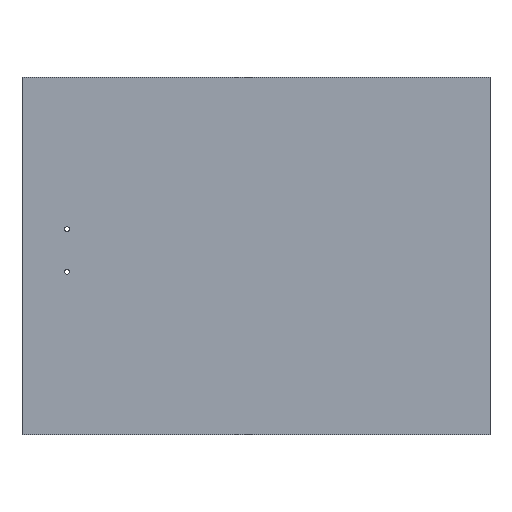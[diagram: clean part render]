
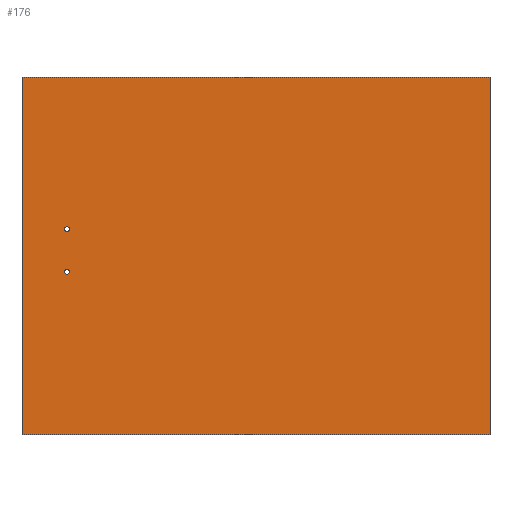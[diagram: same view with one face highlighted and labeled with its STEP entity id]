
A CAD part, top view. The second image highlights one B-rep face of the part: STEP entity #176.
In plain terms, the highlighted planar face has unit normal (0, 0, 1).
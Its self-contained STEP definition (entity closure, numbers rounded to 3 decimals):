
#42 = VERTEX_POINT('',#43);
#43 = CARTESIAN_POINT('',(184.5,-125.5,1.6));
#49 = EDGE_CURVE('',#42,#50,#52,.T.);
#50 = VERTEX_POINT('',#51);
#51 = CARTESIAN_POINT('',(121.,-125.5,1.6));
#52 = LINE('',#53,#54);
#53 = CARTESIAN_POINT('',(184.5,-125.5,1.6));
#54 = VECTOR('',#55,1.);
#55 = DIRECTION('',(-1.,0.,0.));
#82 = VERTEX_POINT('',#83);
#83 = CARTESIAN_POINT('',(184.5,-77.,1.6));
#89 = EDGE_CURVE('',#82,#42,#90,.T.);
#90 = LINE('',#91,#92);
#91 = CARTESIAN_POINT('',(184.5,-77.,1.6));
#92 = VECTOR('',#93,1.);
#93 = DIRECTION('',(0.,-1.,0.));
#111 = EDGE_CURVE('',#50,#112,#114,.T.);
#112 = VERTEX_POINT('',#113);
#113 = CARTESIAN_POINT('',(121.,-77.,1.6));
#114 = LINE('',#115,#116);
#115 = CARTESIAN_POINT('',(121.,-125.5,1.6));
#116 = VECTOR('',#117,1.);
#117 = DIRECTION('',(0.,1.,0.));
#176 = ADVANCED_FACE('',(#177,#188,#199),#210,.T.);
#177 = FACE_BOUND('',#178,.T.);
#178 = EDGE_LOOP('',(#179,#180,#181,#187));
#179 = ORIENTED_EDGE('',*,*,#49,.F.);
#180 = ORIENTED_EDGE('',*,*,#89,.F.);
#181 = ORIENTED_EDGE('',*,*,#182,.F.);
#182 = EDGE_CURVE('',#112,#82,#183,.T.);
#183 = LINE('',#184,#185);
#184 = CARTESIAN_POINT('',(121.,-77.,1.6));
#185 = VECTOR('',#186,1.);
#186 = DIRECTION('',(1.,0.,0.));
#187 = ORIENTED_EDGE('',*,*,#111,.F.);
#188 = FACE_BOUND('',#189,.T.);
#189 = EDGE_LOOP('',(#190));
#190 = ORIENTED_EDGE('',*,*,#191,.T.);
#191 = EDGE_CURVE('',#192,#192,#194,.T.);
#192 = VERTEX_POINT('',#193);
#193 = CARTESIAN_POINT('',(127.105,-103.715,1.6));
#194 = CIRCLE('',#195,0.325);
#195 = AXIS2_PLACEMENT_3D('',#196,#197,#198);
#196 = CARTESIAN_POINT('',(127.105,-103.39,1.6));
#197 = DIRECTION('',(-0.,0.,-1.));
#198 = DIRECTION('',(-0.,-1.,0.));
#199 = FACE_BOUND('',#200,.T.);
#200 = EDGE_LOOP('',(#201));
#201 = ORIENTED_EDGE('',*,*,#202,.T.);
#202 = EDGE_CURVE('',#203,#203,#205,.T.);
#203 = VERTEX_POINT('',#204);
#204 = CARTESIAN_POINT('',(127.105,-97.935,1.6));
#205 = CIRCLE('',#206,0.325);
#206 = AXIS2_PLACEMENT_3D('',#207,#208,#209);
#207 = CARTESIAN_POINT('',(127.105,-97.61,1.6));
#208 = DIRECTION('',(-0.,0.,-1.));
#209 = DIRECTION('',(-0.,-1.,0.));
#210 = PLANE('',#211);
#211 = AXIS2_PLACEMENT_3D('',#212,#213,#214);
#212 = CARTESIAN_POINT('',(0.,0.,1.6));
#213 = DIRECTION('',(0.,0.,1.));
#214 = DIRECTION('',(1.,0.,-0.));
